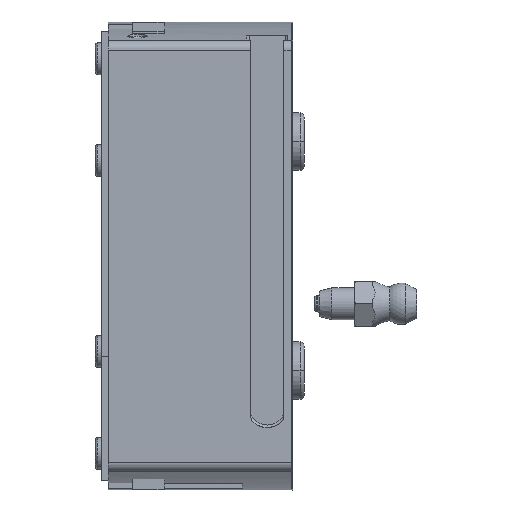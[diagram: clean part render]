
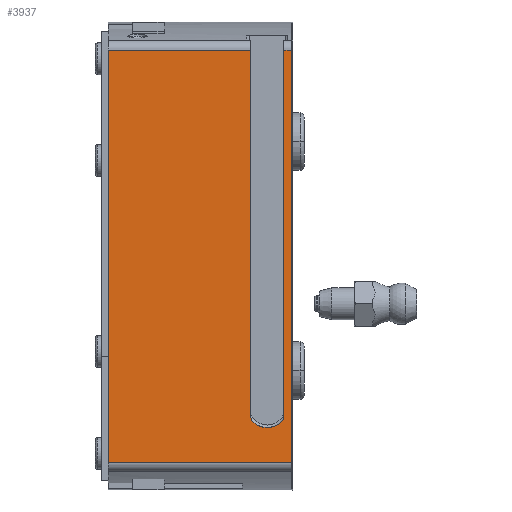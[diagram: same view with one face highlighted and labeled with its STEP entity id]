
A CAD part, left-side view. The second image highlights one B-rep face of the part: STEP entity #3937.
In plain terms, the highlighted planar face has unit normal (-1, 0, 0).
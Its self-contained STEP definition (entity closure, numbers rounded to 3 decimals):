
#204=CIRCLE('',#4326,1.);
#205=CIRCLE('',#4327,3.25);
#206=CIRCLE('',#4328,1.);
#389=PLANE('',#4325);
#573=LINE('',#6490,#802);
#574=LINE('',#6499,#803);
#575=LINE('',#6501,#804);
#576=LINE('',#6503,#805);
#577=LINE('',#6505,#806);
#578=LINE('',#6507,#807);
#579=LINE('',#6509,#808);
#802=VECTOR('',#4960,1000.);
#803=VECTOR('',#4967,1000.);
#804=VECTOR('',#4968,1000.);
#805=VECTOR('',#4969,1000.);
#806=VECTOR('',#4970,1000.);
#807=VECTOR('',#4971,1000.);
#808=VECTOR('',#4972,1000.);
#1141=ORIENTED_EDGE('',*,*,#2188,.T.);
#1142=ORIENTED_EDGE('',*,*,#2189,.T.);
#1143=ORIENTED_EDGE('',*,*,#2190,.T.);
#1144=ORIENTED_EDGE('',*,*,#2191,.T.);
#1145=ORIENTED_EDGE('',*,*,#2192,.T.);
#1146=ORIENTED_EDGE('',*,*,#2193,.F.);
#1147=ORIENTED_EDGE('',*,*,#2194,.F.);
#1148=ORIENTED_EDGE('',*,*,#2195,.T.);
#1149=ORIENTED_EDGE('',*,*,#2196,.T.);
#1150=ORIENTED_EDGE('',*,*,#2197,.F.);
#2188=EDGE_CURVE('',#2705,#2706,#573,.T.);
#2189=EDGE_CURVE('',#2706,#2707,#204,.T.);
#2190=EDGE_CURVE('',#2707,#2708,#205,.T.);
#2191=EDGE_CURVE('',#2708,#2709,#206,.T.);
#2192=EDGE_CURVE('',#2709,#2710,#574,.T.);
#2193=EDGE_CURVE('',#2711,#2710,#575,.T.);
#2194=EDGE_CURVE('',#2712,#2711,#576,.T.);
#2195=EDGE_CURVE('',#2712,#2713,#577,.T.);
#2196=EDGE_CURVE('',#2713,#2714,#578,.T.);
#2197=EDGE_CURVE('',#2705,#2714,#579,.T.);
#2705=VERTEX_POINT('',#6491);
#2706=VERTEX_POINT('',#6492);
#2707=VERTEX_POINT('',#6494);
#2708=VERTEX_POINT('',#6496);
#2709=VERTEX_POINT('',#6498);
#2710=VERTEX_POINT('',#6500);
#2711=VERTEX_POINT('',#6502);
#2712=VERTEX_POINT('',#6504);
#2713=VERTEX_POINT('',#6506);
#2714=VERTEX_POINT('',#6508);
#3098=EDGE_LOOP('',(#1141,#1142,#1143,#1144,#1145,#1146,#1147,#1148,#1149,
#1150));
#3478=FACE_BOUND('',#3098,.T.);
#3937=ADVANCED_FACE('',(#3478),#389,.F.);
#4325=AXIS2_PLACEMENT_3D('',#6489,#4958,#4959);
#4326=AXIS2_PLACEMENT_3D('',#6493,#4961,#4962);
#4327=AXIS2_PLACEMENT_3D('',#6495,#4963,#4964);
#4328=AXIS2_PLACEMENT_3D('',#6497,#4965,#4966);
#4958=DIRECTION('',(1.,0.,0.));
#4959=DIRECTION('',(0.,0.,-1.));
#4960=DIRECTION('',(0.,0.,-1.));
#4961=DIRECTION('',(1.,0.,0.));
#4962=DIRECTION('',(0.,0.,-1.));
#4963=DIRECTION('',(1.,0.,0.));
#4964=DIRECTION('',(0.,0.,-1.));
#4965=DIRECTION('',(1.,0.,0.));
#4966=DIRECTION('',(0.,0.,-1.));
#4967=DIRECTION('',(0.,0.,1.));
#4968=DIRECTION('',(0.,-1.,0.));
#4969=DIRECTION('',(0.,0.,1.));
#4970=DIRECTION('',(0.,-1.,0.));
#4971=DIRECTION('',(0.,0.,1.));
#4972=DIRECTION('',(0.,-1.,0.));
#6489=CARTESIAN_POINT('',(-24.,28.8,-37.8));
#6490=CARTESIAN_POINT('',(-24.,1.2,-37.8));
#6491=CARTESIAN_POINT('',(-24.,1.2,32.392));
#6492=CARTESIAN_POINT('',(-24.,1.2,-25.282));
#6493=CARTESIAN_POINT('',(-24.,2.2,-25.282));
#6494=CARTESIAN_POINT('',(-24.,1.489,-25.985));
#6495=CARTESIAN_POINT('',(-24.,3.8,-23.7));
#6496=CARTESIAN_POINT('',(-24.,6.111,-25.985));
#6497=CARTESIAN_POINT('',(-24.,5.4,-25.282));
#6498=CARTESIAN_POINT('',(-24.,6.4,-25.282));
#6499=CARTESIAN_POINT('',(-24.,6.4,-37.8));
#6500=CARTESIAN_POINT('',(-24.,6.4,32.392));
#6501=CARTESIAN_POINT('',(-24.,28.8,32.392));
#6502=CARTESIAN_POINT('',(-24.,28.8,32.392));
#6503=CARTESIAN_POINT('',(-24.,28.8,-37.8));
#6504=CARTESIAN_POINT('',(-24.,28.8,-32.392));
#6505=CARTESIAN_POINT('',(-24.,28.8,-32.392));
#6506=CARTESIAN_POINT('',(-24.,0.,-32.392));
#6507=CARTESIAN_POINT('',(-24.,0.,-37.8));
#6508=CARTESIAN_POINT('',(-24.,0.,32.392));
#6509=CARTESIAN_POINT('',(-24.,28.8,32.392));
